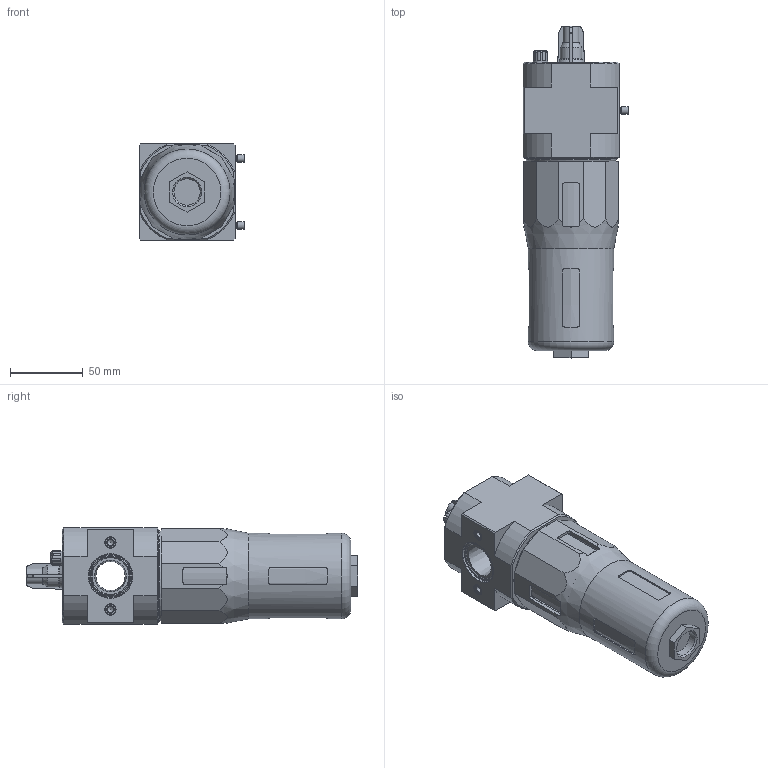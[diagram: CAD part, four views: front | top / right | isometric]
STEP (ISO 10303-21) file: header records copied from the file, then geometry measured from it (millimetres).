
FILE_DESCRIPTION(/* description */ ('STEP AP214'),/* implementation_level */ '2;1');
FILE_NAME(/* name */ '192577_LOE-D-MAXI',/* time_stamp */ '2024-09-04T19:44:33+02:00',/* author */ ('License CC BY-ND 4.0'),/* organization */ ('CADENAS'),/* preprocessor_version */ 'ST-DEVELOPER v19.3',/* originating_system */ 'PARTsolutions',/* authorisation */ ' ');
FILE_SCHEMA (('AUTOMOTIVE_DESIGN {1 0 10303 214 3 1 1}'));
Length unit declared in the file: millimetre
Products named in the file (3): 192577 LOE-D-MAXI; 396443 LOE-D-MAXI; 234370 FRB-D-MAXI
Assembly tree (3 placements, depth 2):
  192577 LOE-D-MAXI
    396443 LOE-D-MAXI
    234370 FRB-D-MAXI  x2
Bounding box: 72.8 x 228 x 66 mm (x, y, z)
Volume: 605459.2 mm3; surface area: 104777.8 mm2
Topology: 3 solids, 3 shells, 360 faces, 991 edges, 636 vertices
Faces by surface type: plane 178, cylinder 92, cone 55, torus 35
Full cylindrical faces by diameter (mm): 3.2 x1, 3.6 x1, 3.7 x2, 3.8 x1, 4.134 x2, 5 x2, 7 x2, 10 x1, 18 x1, 23 x1, 30 x2, 56.8 x1, 58.8 x1, 61.2 x1, 62 x1
Entity records: 13496 total; most frequent: CARTESIAN_POINT 2558, ORIENTED_EDGE 1792, DIRECTION 1696, EDGE_CURVE 896, AXIS2_PLACEMENT_3D 645, VERTEX_POINT 607, FACE_BOUND 447, EDGE_LOOP 446
